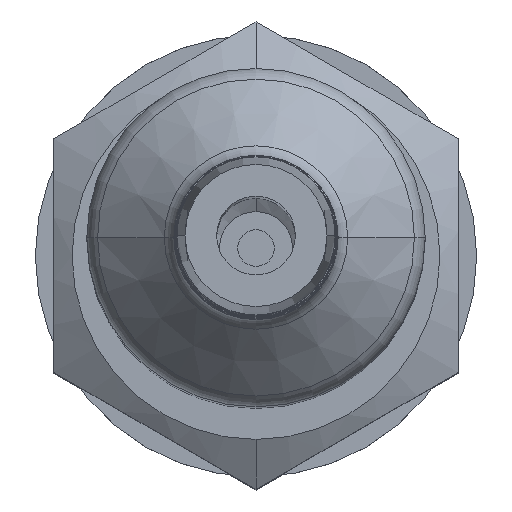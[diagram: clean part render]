
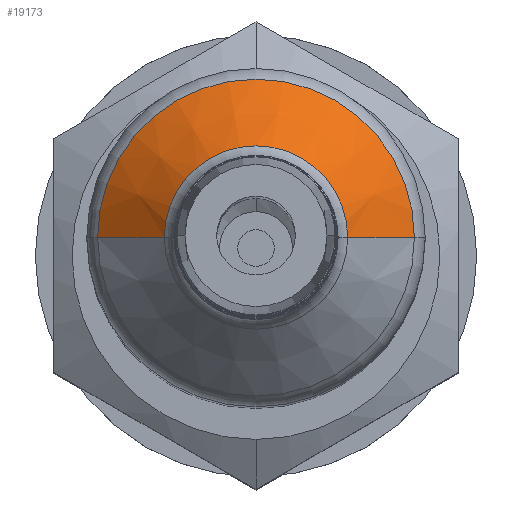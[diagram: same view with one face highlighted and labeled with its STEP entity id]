
A CAD part, top view. The second image highlights one B-rep face of the part: STEP entity #19173.
In plain terms, the highlighted conical face has half-angle 45 degrees and reference radius 1.7 mm.
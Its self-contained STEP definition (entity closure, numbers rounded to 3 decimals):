
#14353=DIRECTION('',(-0.707,-0.707,0.));
#14354=VECTOR('',#14353,1.283);
#14355=CARTESIAN_POINT('',(14.254,-1.246,
0.));
#14356=LINE('',#14355,#14354);
#14362=DIRECTION('',(-0.707,0.707,0.));
#14363=VECTOR('',#14362,1.283);
#14364=CARTESIAN_POINT('',(14.254,1.246,
0.));
#14365=LINE('',#14364,#14363);
#14366=CARTESIAN_POINT('',(13.346,0.,0.));
#14367=DIRECTION('',(-1.,0.,0.));
#14368=DIRECTION('',(0.,-1.,0.));
#14369=AXIS2_PLACEMENT_3D('',#14366,#14367,#14368);
#14371=CARTESIAN_POINT('',(14.254,0.,0.));
#14372=DIRECTION('',(1.,0.,0.));
#14373=DIRECTION('',(0.,1.,0.));
#14374=AXIS2_PLACEMENT_3D('',#14371,#14372,#14373);
#18068=CARTESIAN_POINT('',(14.254,-1.246,0.));
#18069=CARTESIAN_POINT('',(14.254,1.246,0.));
#18070=VERTEX_POINT('',#18068);
#18071=VERTEX_POINT('',#18069);
#18076=CARTESIAN_POINT('',(13.346,-2.154,0.));
#18077=CARTESIAN_POINT('',(13.346,2.154,0.));
#18078=VERTEX_POINT('',#18076);
#18079=VERTEX_POINT('',#18077);
#19161=CARTESIAN_POINT('',(13.8,0.,0.));
#19162=DIRECTION('',(-1.,0.,0.));
#19163=DIRECTION('',(0.,1.,0.));
#19164=AXIS2_PLACEMENT_3D('',#19161,#19162,#19163);
#19165=CONICAL_SURFACE('',#19164,1.7,45.);
#19166=ORIENTED_EDGE('',*,*,#19126,.T.);
#19167=ORIENTED_EDGE('',*,*,#19156,.F.);
#19169=ORIENTED_EDGE('',*,*,#19168,.T.);
#19170=ORIENTED_EDGE('',*,*,#19152,.T.);
#19171=EDGE_LOOP('',(#19166,#19167,#19169,#19170));
#19172=FACE_OUTER_BOUND('',#19171,.F.);
#19173=ADVANCED_FACE('',(#19172),#19165,.T.);
#14370=CIRCLE('',#14369,2.154);
#14375=CIRCLE('',#14374,1.246);
#19126=EDGE_CURVE('',#18078,#18079,#14370,.T.);
#19152=EDGE_CURVE('',#18070,#18078,#14356,.T.);
#19156=EDGE_CURVE('',#18071,#18079,#14365,.T.);
#19168=EDGE_CURVE('',#18071,#18070,#14375,.T.);
